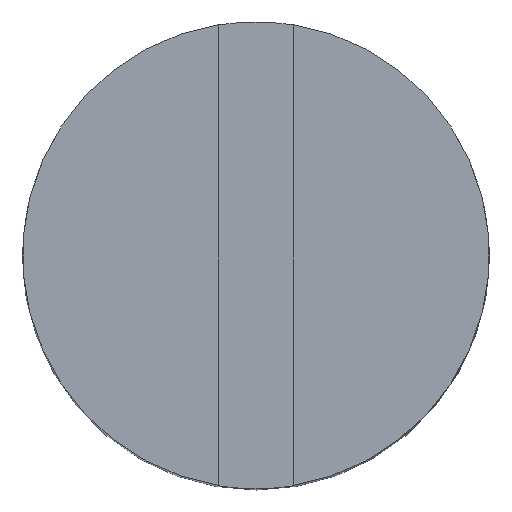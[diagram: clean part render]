
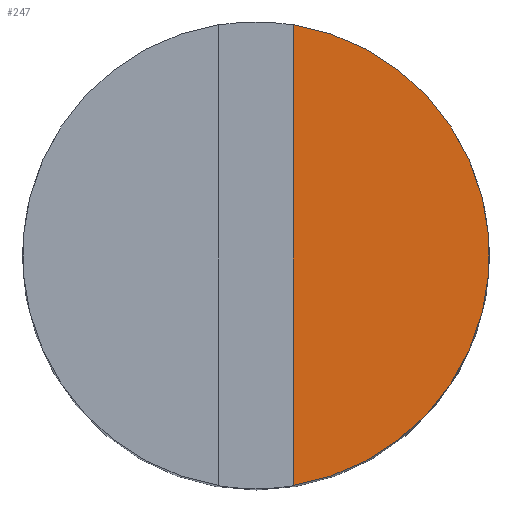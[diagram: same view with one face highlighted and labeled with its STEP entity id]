
A CAD part, top view. The second image highlights one B-rep face of the part: STEP entity #247.
In plain terms, the highlighted planar face has unit normal (0, 0, 1).
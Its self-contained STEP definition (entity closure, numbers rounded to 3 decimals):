
#133=AXIS2_PLACEMENT_3D('Circle Axis2P3D',#131,#132,$) ;
#236=AXIS2_PLACEMENT_3D('Plane Axis2P3D',#233,#234,#235) ;
#131=CARTESIAN_POINT('Axis2P3D Location',(2.5,2.5,16.)) ;
#135=CARTESIAN_POINT('Vertex',(2.9,0.032,16.)) ;
#137=CARTESIAN_POINT('Vertex',(2.9,4.968,16.)) ;
#233=CARTESIAN_POINT('Axis2P3D Location',(2.5,2.5,16.)) ;
#238=CARTESIAN_POINT('Line Origine',(2.9,2.5,16.)) ;
#132=DIRECTION('Axis2P3D Direction',(-0.,0.,1.)) ;
#234=DIRECTION('Axis2P3D Direction',(-0.,0.,1.)) ;
#235=DIRECTION('Axis2P3D XDirection',(0.,-1.,0.)) ;
#239=DIRECTION('Vector Direction',(0.,1.,0.)) ;
#240=VECTOR('Line Direction',#239,1.) ;
#244=ORIENTED_EDGE('',*,*,#139,.T.) ;
#245=ORIENTED_EDGE('',*,*,#242,.F.) ;
#247=ADVANCED_FACE('Hauptk\X2\00F6\X0\rper',(#246),#237,.T.) ;
#134=CIRCLE('generated circle',#133,2.5) ;
#139=EDGE_CURVE('',#136,#138,#134,.T.) ;
#242=EDGE_CURVE('',#136,#138,#241,.T.) ;
#243=EDGE_LOOP('',(#244,#245)) ;
#246=FACE_OUTER_BOUND('',#243,.T.) ;
#241=LINE('Line',#238,#240) ;
#237=PLANE('',#236) ;
#136=VERTEX_POINT('',#135) ;
#138=VERTEX_POINT('',#137) ;
